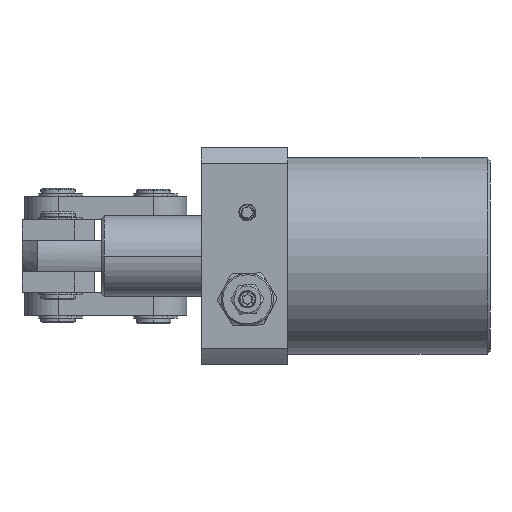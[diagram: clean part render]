
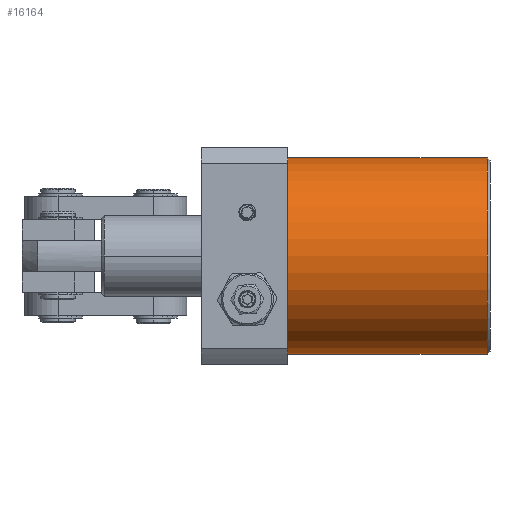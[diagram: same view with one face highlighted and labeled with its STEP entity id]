
A CAD part, left-side view. The second image highlights one B-rep face of the part: STEP entity #16164.
In plain terms, the highlighted cylindrical face has radius 34 mm (diameter 68 mm), a partial arc.
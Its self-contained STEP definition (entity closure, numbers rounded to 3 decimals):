
#108 = CARTESIAN_POINT ( 'NONE',  ( 0., 0., 0. ) ) ;
#1287 = VECTOR ( 'NONE', #63401, 1000. ) ;
#1441 = CIRCLE ( 'NONE', #56277, 34. ) ;
#1618 = CARTESIAN_POINT ( 'NONE',  ( 0., -69., 0. ) ) ;
#4677 = EDGE_CURVE ( 'NONE', #45708, #16544, #46408, .T. ) ;
#5423 = DIRECTION ( 'NONE',  ( 0., 0., 1. ) ) ;
#6919 = DIRECTION ( 'NONE',  ( 0., 0., -1. ) ) ;
#8439 = VECTOR ( 'NONE', #9147, 1000. ) ;
#9147 = DIRECTION ( 'NONE',  ( 0., 1., 0. ) ) ;
#15091 = CARTESIAN_POINT ( 'NONE',  ( 0., -69., -34. ) ) ;
#16164 = ADVANCED_FACE ( 'NONE', ( #34223 ), #55129, .T. ) ;
#16544 = VERTEX_POINT ( 'NONE', #27478 ) ;
#23706 = ORIENTED_EDGE ( 'NONE', *, *, #4677, .T. ) ;
#25038 = CARTESIAN_POINT ( 'NONE',  ( 0., -69., 34. ) ) ;
#27478 = CARTESIAN_POINT ( 'NONE',  ( 0., 0., 34. ) ) ;
#31650 = DIRECTION ( 'NONE',  ( 0., 1., 0. ) ) ;
#32040 = DIRECTION ( 'NONE',  ( 0., 0., 1. ) ) ;
#32173 = CARTESIAN_POINT ( 'NONE',  ( 0., -70., 0. ) ) ;
#34155 = CARTESIAN_POINT ( 'NONE',  ( 0., -70., 34. ) ) ;
#34223 = FACE_OUTER_BOUND ( 'NONE', #64939, .T. ) ;
#34970 = VERTEX_POINT ( 'NONE', #15091 ) ;
#36386 = DIRECTION ( 'NONE',  ( 0., -1., 0. ) ) ;
#37044 = EDGE_CURVE ( 'NONE', #16544, #57513, #1441, .T. ) ;
#37892 = DIRECTION ( 'NONE',  ( 0., 1., 0. ) ) ;
#39686 = ORIENTED_EDGE ( 'NONE', *, *, #46799, .T. ) ;
#40111 = AXIS2_PLACEMENT_3D ( 'NONE', #1618, #37892, #6919 ) ;
#40997 = LINE ( 'NONE', #58262, #1287 ) ;
#42208 = ORIENTED_EDGE ( 'NONE', *, *, #37044, .T. ) ;
#42594 = AXIS2_PLACEMENT_3D ( 'NONE', #32173, #31650, #32040 ) ;
#44801 = ORIENTED_EDGE ( 'NONE', *, *, #63973, .F. ) ;
#45708 = VERTEX_POINT ( 'NONE', #25038 ) ;
#46408 = LINE ( 'NONE', #34155, #8439 ) ;
#46799 = EDGE_CURVE ( 'NONE', #34970, #45708, #59160, .T. ) ;
#55129 = CYLINDRICAL_SURFACE ( 'NONE', #42594, 34. ) ;
#56277 = AXIS2_PLACEMENT_3D ( 'NONE', #108, #36386, #5423 ) ;
#57513 = VERTEX_POINT ( 'NONE', #63448 ) ;
#58262 = CARTESIAN_POINT ( 'NONE',  ( 0., -70., -34. ) ) ;
#59160 = CIRCLE ( 'NONE', #40111, 34. ) ;
#63401 = DIRECTION ( 'NONE',  ( 0., 1., 0. ) ) ;
#63448 = CARTESIAN_POINT ( 'NONE',  ( 0., 0., -34. ) ) ;
#63973 = EDGE_CURVE ( 'NONE', #34970, #57513, #40997, .T. ) ;
#64939 = EDGE_LOOP ( 'NONE', ( #44801, #39686, #23706, #42208 ) ) ;
